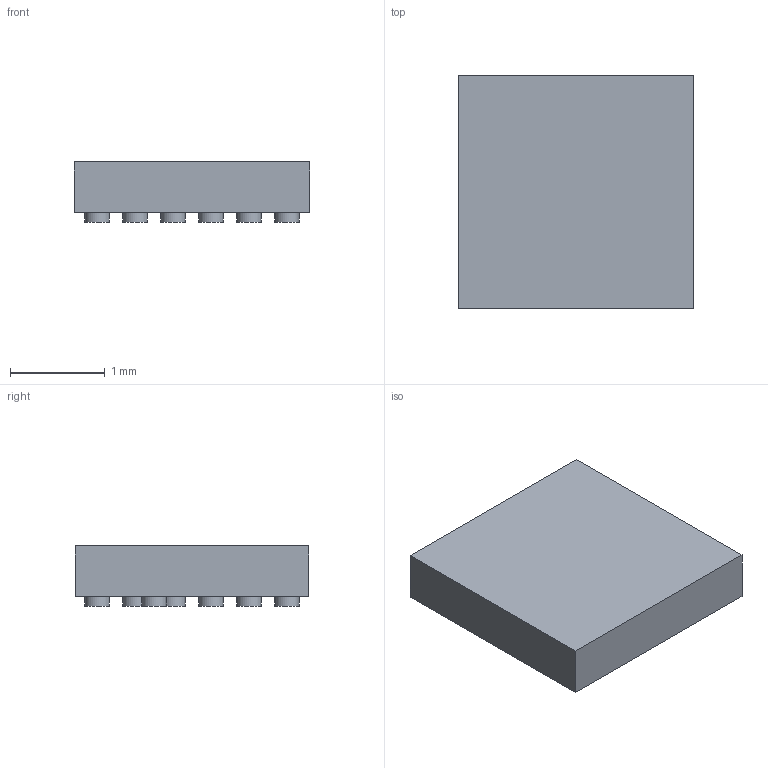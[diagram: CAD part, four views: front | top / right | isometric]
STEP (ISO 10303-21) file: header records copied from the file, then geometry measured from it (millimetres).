
FILE_DESCRIPTION(('FreeCAD Model'),'2;1');
FILE_NAME('12826692.1.6.stp','2020-09-08T14:17:25',( 'Author'),(''),'Open CASCADE STEP processor 6.9','FreeCAD','Unknown' );
FILE_SCHEMA(('AUTOMOTIVE_DESIGN { 1 0 10303 214 1 1 1 1 }'));
Length unit declared in the file: millimetre
Products named in the file (3): ASSEMBLY; Body; Pins
Assembly tree (2 placements, depth 2):
  ASSEMBLY
    Body
    Pins
Bounding box: 2.48 x 2.46 x 0.64 mm (x, y, z)
Volume: 3.4 mm3; surface area: 22.7 mm2
Topology: 29 solids, 29 shells, 90 faces, 96 edges, 64 vertices
Faces by surface type: plane 62, cylinder 28
Full cylindrical faces by diameter (mm): 0.257 x28
Entity records: 3199 total; most frequent: DIRECTION 530, CARTESIAN_POINT 445, ORIENTED_EDGE 192, PCURVE 192, DEFINITIONAL_REPRESENTATION 192, LINE 176, VECTOR 176, AXIS2_PLACEMENT_3D 149
